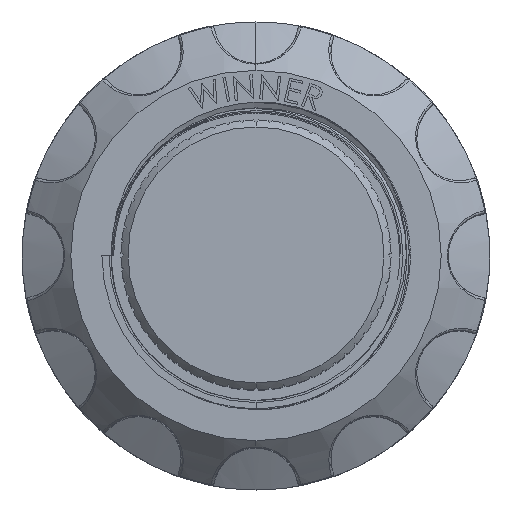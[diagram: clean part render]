
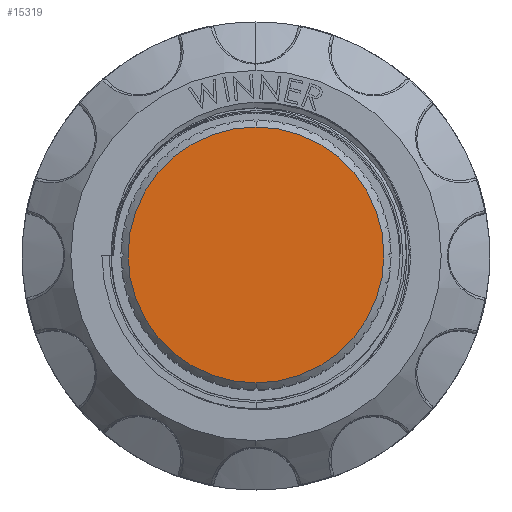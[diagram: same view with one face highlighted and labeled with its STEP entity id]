
A CAD part, top view. The second image highlights one B-rep face of the part: STEP entity #15319.
In plain terms, the highlighted planar face has unit normal (0, 0, 1).
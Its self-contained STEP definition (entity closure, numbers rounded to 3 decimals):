
#5009 = VERTEX_POINT ( 'NONE', #33300 ) ;
#5018 = VERTEX_POINT ( 'NONE', #33304 ) ;
#9718 = CIRCLE ( 'NONE', #12917, 9.05 ) ;
#9882 = CIRCLE ( 'NONE', #12949, 9.05 ) ;
#12917 = AXIS2_PLACEMENT_3D ( 'NONE', #16772, #16773, #16774 ) ;
#12949 = AXIS2_PLACEMENT_3D ( 'NONE', #19376, #19377, #19378 ) ;
#15319 = ADVANCED_FACE ( 'NONE', ( #37047 ), #40228, .F. ) ;
#16772 = CARTESIAN_POINT ( 'NONE',  ( 0., 0., 93.7 ) ) ;
#16773 = DIRECTION ( 'NONE',  ( 0., 0., 1. ) ) ;
#16774 = DIRECTION ( 'NONE',  ( 0., -1., 0. ) ) ;
#18260 = ORIENTED_EDGE ( 'NONE', *, *, #29383, .T. ) ;
#18261 = ORIENTED_EDGE ( 'NONE', *, *, #24661, .T. ) ;
#19376 = CARTESIAN_POINT ( 'NONE',  ( 0., 0., 93.7 ) ) ;
#19377 = DIRECTION ( 'NONE',  ( 0., 0., 1. ) ) ;
#19378 = DIRECTION ( 'NONE',  ( 0., -1., 0. ) ) ;
#24661 = EDGE_CURVE ( 'NONE', #5009, #5018, #9718, .T. ) ;
#26921 = EDGE_LOOP ( 'NONE', ( #18260, #18261 ) ) ;
#29383 = EDGE_CURVE ( 'NONE', #5018, #5009, #9882, .T. ) ;
#30057 = AXIS2_PLACEMENT_3D ( 'NONE', #40226, #40231, #40232 ) ;
#33300 = CARTESIAN_POINT ( 'NONE',  ( 0., 9.05, 93.7 ) ) ;
#33304 = CARTESIAN_POINT ( 'NONE',  ( 0., -9.05, 93.7 ) ) ;
#37047 = FACE_OUTER_BOUND ( 'NONE', #26921, .T. ) ;
#40226 = CARTESIAN_POINT ( 'NONE',  ( 0., 0., 93.7 ) ) ;
#40228 = PLANE ( 'NONE',  #30057 ) ;
#40231 = DIRECTION ( 'NONE',  ( 0., 0., -1. ) ) ;
#40232 = DIRECTION ( 'NONE',  ( 0., -1., 0. ) ) ;
